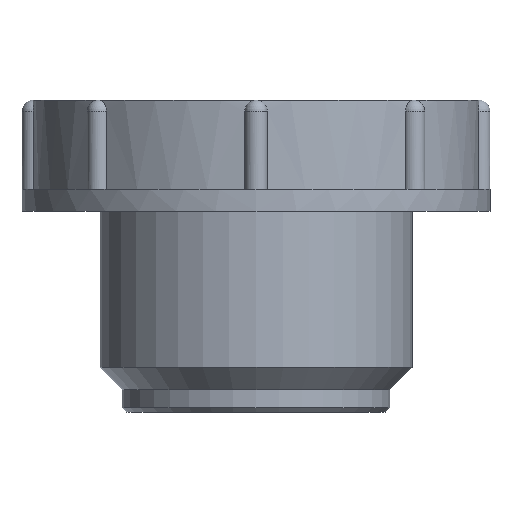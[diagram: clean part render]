
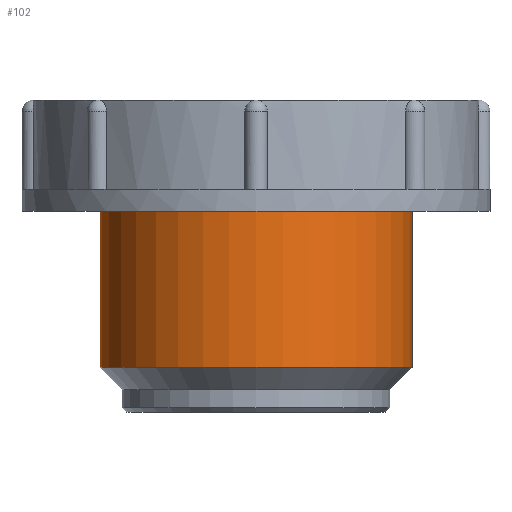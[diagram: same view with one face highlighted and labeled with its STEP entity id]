
A CAD part, front view. The second image highlights one B-rep face of the part: STEP entity #102.
In plain terms, the highlighted cylindrical face has radius 7 mm (diameter 14 mm), a full revolution.
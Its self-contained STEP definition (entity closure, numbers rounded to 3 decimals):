
#102 = ADVANCED_FACE( '', ( #239, #240 ), #241, .T. );
#239 = FACE_OUTER_BOUND( '', #412, .T. );
#240 = FACE_OUTER_BOUND( '', #413, .T. );
#241 = CYLINDRICAL_SURFACE( '', #414, 7. );
#412 = EDGE_LOOP( '', ( #655 ) );
#413 = EDGE_LOOP( '', ( #656 ) );
#414 = AXIS2_PLACEMENT_3D( '', #657, #658, #659 );
#655 = ORIENTED_EDGE( '', *, *, #1038, .T. );
#656 = ORIENTED_EDGE( '', *, *, #1039, .F. );
#657 = CARTESIAN_POINT( '', ( 0., 0., 57.15 ) );
#658 = DIRECTION( '', ( 0., 0., -1. ) );
#659 = DIRECTION( '', ( 1., 0., 0. ) );
#1038 = EDGE_CURVE( '', #1247, #1247, #1248, .T. );
#1039 = EDGE_CURVE( '', #1249, #1249, #1250, .T. );
#1247 = VERTEX_POINT( '', #1521 );
#1248 = CIRCLE( '', #1522, 7. );
#1249 = VERTEX_POINT( '', #1523 );
#1250 = CIRCLE( '', #1524, 7. );
#1521 = CARTESIAN_POINT( '', ( 7., 0., -7. ) );
#1522 = AXIS2_PLACEMENT_3D( '', #1841, #1842, #1843 );
#1523 = CARTESIAN_POINT( '', ( 7., 0., 0. ) );
#1524 = AXIS2_PLACEMENT_3D( '', #1844, #1845, #1846 );
#1841 = CARTESIAN_POINT( '', ( 0., 0., -7. ) );
#1842 = DIRECTION( '', ( 0., 0., 1. ) );
#1843 = DIRECTION( '', ( 1., 0., 0. ) );
#1844 = CARTESIAN_POINT( '', ( 0., 0., 0. ) );
#1845 = DIRECTION( '', ( 0., 0., 1. ) );
#1846 = DIRECTION( '', ( 1., 0., 0. ) );
